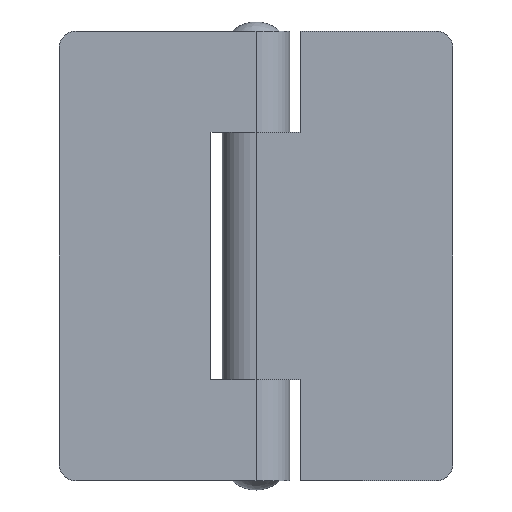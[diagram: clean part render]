
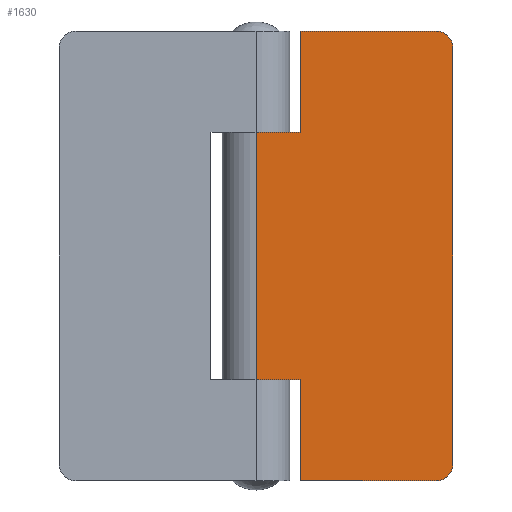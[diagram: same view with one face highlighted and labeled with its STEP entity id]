
A CAD part, front view. The second image highlights one B-rep face of the part: STEP entity #1630.
In plain terms, the highlighted planar face has unit normal (0, -1, 0).
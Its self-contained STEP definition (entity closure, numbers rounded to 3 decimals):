
#575 = CARTESIAN_POINT ( 'NONE',  ( 0., -3., 11. ) ) ;
#576 = DIRECTION ( 'NONE',  ( 1., 0., 0. ) ) ;
#577 = VECTOR ( 'NONE', #576, 1000. ) ;
#578 = CARTESIAN_POINT ( 'NONE',  ( 0., -3., 20. ) ) ;
#579 = LINE ( 'NONE', #578, #577 ) ;
#627 = CARTESIAN_POINT ( 'NONE',  ( 0., -3., -11. ) ) ;
#628 = DIRECTION ( 'NONE',  ( 0., 0., -1. ) ) ;
#629 = VECTOR ( 'NONE', #628, 1000. ) ;
#630 = CARTESIAN_POINT ( 'NONE',  ( 0., -3., 20. ) ) ;
#631 = LINE ( 'NONE', #630, #629 ) ;
#637 = CARTESIAN_POINT ( 'NONE',  ( 16., -3., -20. ) ) ;
#638 = CARTESIAN_POINT ( 'NONE',  ( 17.5, -3., 18.5 ) ) ;
#639 = CARTESIAN_POINT ( 'NONE',  ( 4., -3., -20. ) ) ;
#654 = CARTESIAN_POINT ( 'NONE',  ( 4., -3., 20. ) ) ;
#655 = CARTESIAN_POINT ( 'NONE',  ( 16., -3., 20. ) ) ;
#671 = DIRECTION ( 'NONE',  ( -1., 0., 0. ) ) ;
#672 = DIRECTION ( 'NONE',  ( 0., -1., 0. ) ) ;
#673 = CARTESIAN_POINT ( 'NONE',  ( 16., -3., -18.5 ) ) ;
#674 = AXIS2_PLACEMENT_3D ( 'NONE', #673, #672, #671 ) ;
#675 = CIRCLE ( 'NONE', #674, 1.5 ) ;
#676 = DIRECTION ( 'NONE',  ( -1., 0., 0. ) ) ;
#677 = DIRECTION ( 'NONE',  ( 0., 1., 0. ) ) ;
#678 = CARTESIAN_POINT ( 'NONE',  ( 0., -3., 20. ) ) ;
#679 = AXIS2_PLACEMENT_3D ( 'NONE', #678, #677, #676 ) ;
#680 = FACE_OUTER_BOUND ( 'NONE', #1635, .T. ) ;
#685 = PLANE ( 'NONE',  #679 ) ;
#688 = DIRECTION ( 'NONE',  ( 0., 0., -1. ) ) ;
#689 = VECTOR ( 'NONE', #688, 1000. ) ;
#690 = CARTESIAN_POINT ( 'NONE',  ( 17.5, -3., 20. ) ) ;
#691 = LINE ( 'NONE', #690, #689 ) ;
#692 = CARTESIAN_POINT ( 'NONE',  ( 17.5, -3., -18.5 ) ) ;
#693 = DIRECTION ( 'NONE',  ( 1., 0., 0. ) ) ;
#694 = VECTOR ( 'NONE', #693, 1000. ) ;
#695 = CARTESIAN_POINT ( 'NONE',  ( 0., -3., -20. ) ) ;
#696 = LINE ( 'NONE', #695, #694 ) ;
#701 = DIRECTION ( 'NONE',  ( -1., 0., 0. ) ) ;
#702 = VECTOR ( 'NONE', #701, 1000. ) ;
#703 = CARTESIAN_POINT ( 'NONE',  ( 0., -3., 11. ) ) ;
#704 = LINE ( 'NONE', #703, #702 ) ;
#706 = DIRECTION ( 'NONE',  ( 1., 0., 0. ) ) ;
#707 = VECTOR ( 'NONE', #706, 1000. ) ;
#708 = CARTESIAN_POINT ( 'NONE',  ( 0., -3., -11. ) ) ;
#709 = LINE ( 'NONE', #708, #707 ) ;
#714 = DIRECTION ( 'NONE',  ( -1., 0., 0. ) ) ;
#715 = DIRECTION ( 'NONE',  ( 0., -1., 0. ) ) ;
#716 = CARTESIAN_POINT ( 'NONE',  ( 16., -3., 18.5 ) ) ;
#717 = AXIS2_PLACEMENT_3D ( 'NONE', #716, #715, #714 ) ;
#718 = CIRCLE ( 'NONE', #717, 1.5 ) ;
#719 = CARTESIAN_POINT ( 'NONE',  ( 4., -3., -11. ) ) ;
#720 = DIRECTION ( 'NONE',  ( 0., 0., -1. ) ) ;
#721 = VECTOR ( 'NONE', #720, 1000. ) ;
#722 = CARTESIAN_POINT ( 'NONE',  ( 4., -3., 20. ) ) ;
#723 = LINE ( 'NONE', #722, #721 ) ;
#756 = CARTESIAN_POINT ( 'NONE',  ( 4., -3., 11. ) ) ;
#757 = DIRECTION ( 'NONE',  ( 0., 0., -1. ) ) ;
#758 = VECTOR ( 'NONE', #757, 1000. ) ;
#759 = CARTESIAN_POINT ( 'NONE',  ( 4., -3., 20. ) ) ;
#760 = LINE ( 'NONE', #759, #758 ) ;
#1582 = EDGE_CURVE ( 'NONE', #1609, #1608, #579, .T. ) ;
#1585 = VERTEX_POINT ( 'NONE', #575 ) ;
#1589 = EDGE_CURVE ( 'NONE', #1585, #1591, #631, .T. ) ;
#1591 = VERTEX_POINT ( 'NONE', #627 ) ;
#1608 = VERTEX_POINT ( 'NONE', #655 ) ;
#1609 = VERTEX_POINT ( 'NONE', #654 ) ;
#1618 = VERTEX_POINT ( 'NONE', #639 ) ;
#1619 = VERTEX_POINT ( 'NONE', #638 ) ;
#1620 = VERTEX_POINT ( 'NONE', #637 ) ;
#1625 = EDGE_CURVE ( 'NONE', #1618, #1620, #696, .T. ) ;
#1626 = VERTEX_POINT ( 'NONE', #692 ) ;
#1627 = EDGE_CURVE ( 'NONE', #1619, #1626, #691, .T. ) ;
#1629 = ORIENTED_EDGE ( 'NONE', *, *, #1627, .F. ) ;
#1630 = ADVANCED_FACE ( 'NONE', ( #680 ), #685, .F. ) ;
#1631 = EDGE_CURVE ( 'NONE', #1620, #1626, #675, .T. ) ;
#1635 = EDGE_LOOP ( 'NONE', ( #1638, #1640, #1629, #1655, #1647, #1645, #1649, #1651, #1654, #1639 ) ) ;
#1638 = ORIENTED_EDGE ( 'NONE', *, *, #1625, .T. ) ;
#1639 = ORIENTED_EDGE ( 'NONE', *, *, #1641, .T. ) ;
#1640 = ORIENTED_EDGE ( 'NONE', *, *, #1631, .T. ) ;
#1641 = EDGE_CURVE ( 'NONE', #1642, #1618, #723, .T. ) ;
#1642 = VERTEX_POINT ( 'NONE', #719 ) ;
#1645 = ORIENTED_EDGE ( 'NONE', *, *, #1657, .T. ) ;
#1646 = EDGE_CURVE ( 'NONE', #1619, #1608, #718, .T. ) ;
#1647 = ORIENTED_EDGE ( 'NONE', *, *, #1582, .F. ) ;
#1649 = ORIENTED_EDGE ( 'NONE', *, *, #1653, .T. ) ;
#1650 = EDGE_CURVE ( 'NONE', #1591, #1642, #709, .T. ) ;
#1651 = ORIENTED_EDGE ( 'NONE', *, *, #1589, .T. ) ;
#1653 = EDGE_CURVE ( 'NONE', #1658, #1585, #704, .T. ) ;
#1654 = ORIENTED_EDGE ( 'NONE', *, *, #1650, .T. ) ;
#1655 = ORIENTED_EDGE ( 'NONE', *, *, #1646, .T. ) ;
#1657 = EDGE_CURVE ( 'NONE', #1609, #1658, #760, .T. ) ;
#1658 = VERTEX_POINT ( 'NONE', #756 ) ;
